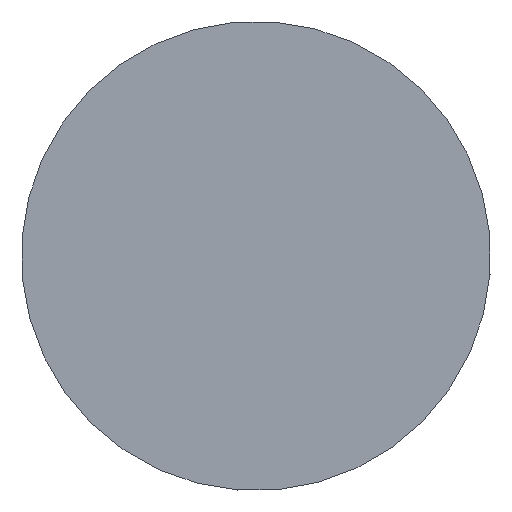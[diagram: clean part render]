
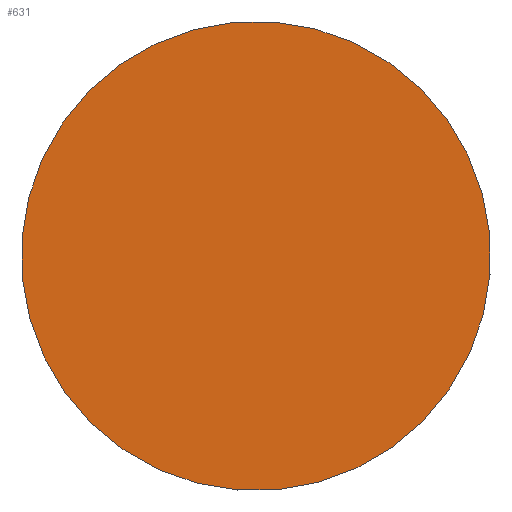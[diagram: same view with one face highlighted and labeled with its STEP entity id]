
A CAD part, front view. The second image highlights one B-rep face of the part: STEP entity #631.
In plain terms, the highlighted planar face has unit normal (0, -1, 0).
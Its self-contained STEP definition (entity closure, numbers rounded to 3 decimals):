
#155=FACE_OUTER_BOUND('',#197,.T.);
#197=EDGE_LOOP('',(#484,#485));
#252=CIRCLE('',#717,25.);
#253=CIRCLE('',#718,25.);
#299=VERTEX_POINT('',#1031);
#300=VERTEX_POINT('',#1032);
#365=EDGE_CURVE('',#299,#300,#252,.T.);
#366=EDGE_CURVE('',#300,#299,#253,.T.);
#484=ORIENTED_EDGE('',*,*,#365,.T.);
#485=ORIENTED_EDGE('',*,*,#366,.T.);
#608=PLANE('',#719);
#631=ADVANCED_FACE('',(#155),#608,.T.);
#717=AXIS2_PLACEMENT_3D('',#1033,#849,#850);
#718=AXIS2_PLACEMENT_3D('',#1034,#851,#852);
#719=AXIS2_PLACEMENT_3D('',#1036,#854,#855);
#849=DIRECTION('center_axis',(0.,-1.,0.));
#850=DIRECTION('ref_axis',(0.995,0.,0.096));
#851=DIRECTION('center_axis',(0.,-1.,0.));
#852=DIRECTION('ref_axis',(0.995,0.,0.096));
#854=DIRECTION('center_axis',(0.,-1.,0.));
#855=DIRECTION('ref_axis',(0.096,0.,-0.995));
#1031=CARTESIAN_POINT('',(24.886,-19.798,2.389));
#1032=CARTESIAN_POINT('',(-24.886,-19.798,-2.389));
#1033=CARTESIAN_POINT('Origin',(0.,-19.798,
0.));
#1034=CARTESIAN_POINT('Origin',(0.,-19.798,
0.));
#1036=CARTESIAN_POINT('Origin',(12.443,-19.798,1.194));
